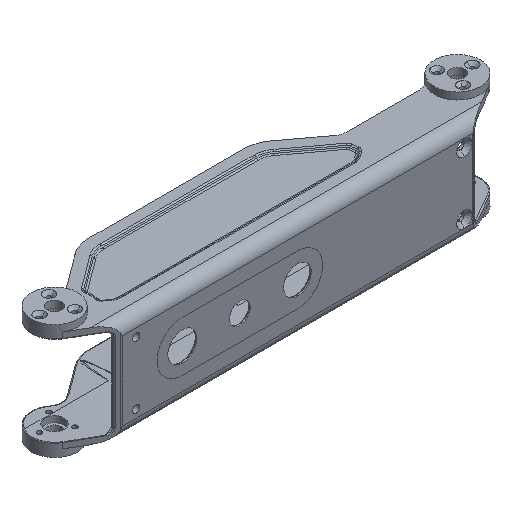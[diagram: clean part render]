
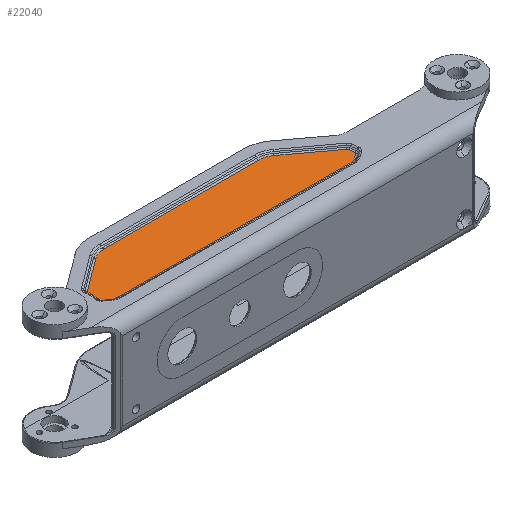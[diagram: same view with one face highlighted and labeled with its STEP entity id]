
A CAD part, isometric view. The second image highlights one B-rep face of the part: STEP entity #22040.
In plain terms, the highlighted planar face has unit normal (0, 0, 1).
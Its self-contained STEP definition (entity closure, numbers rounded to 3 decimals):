
#20937 = EDGE_CURVE('',#20938,#20940,#20942,.T.);
#20938 = VERTEX_POINT('',#20939);
#20939 = CARTESIAN_POINT('',(-71.188,1.857,
    21.));
#20940 = VERTEX_POINT('',#20941);
#20941 = CARTESIAN_POINT('',(-71.184,1.793,
    21.));
#20942 = B_SPLINE_CURVE_WITH_KNOTS('',3,(#20943,#20944,#20945,#20946),
  .UNSPECIFIED.,.F.,.F.,(4,4),(0.,1.),.PIECEWISE_BEZIER_KNOTS.);
#20943 = CARTESIAN_POINT('',(-71.188,1.857,
    21.));
#20944 = CARTESIAN_POINT('',(-71.188,1.836,21.));
#20945 = CARTESIAN_POINT('',(-71.186,1.815,21.));
#20946 = CARTESIAN_POINT('',(-71.184,1.793,
    21.));
#20957 = VERTEX_POINT('',#20958);
#20958 = CARTESIAN_POINT('',(-70.95,2.328,
    21.));
#20965 = EDGE_CURVE('',#20957,#20938,#20966,.T.);
#20966 = B_SPLINE_CURVE_WITH_KNOTS('',3,(#20967,#20968,#20969,#20970,
    #20971,#20972),.UNSPECIFIED.,.F.,.F.,(4,2,4),(0.,0.5,1.),
  .UNSPECIFIED.);
#20967 = CARTESIAN_POINT('',(-70.95,2.328,
    21.));
#20968 = CARTESIAN_POINT('',(-71.024,2.273,21.));
#20969 = CARTESIAN_POINT('',(-71.083,2.203,21.));
#20970 = CARTESIAN_POINT('',(-71.167,2.039,21.));
#20971 = CARTESIAN_POINT('',(-71.188,1.951,21.));
#20972 = CARTESIAN_POINT('',(-71.188,1.857,
    21.));
#20996 = VERTEX_POINT('',#20997);
#20997 = CARTESIAN_POINT('',(-56.661,12.902,21.));
#21004 = EDGE_CURVE('',#20996,#20957,#21005,.T.);
#21005 = LINE('',#21006,#21007);
#21006 = CARTESIAN_POINT('',(-63.805,7.615,21.));
#21007 = VECTOR('',#21008,1.);
#21008 = DIRECTION('',(-0.804,-0.595,0.));
#21021 = VERTEX_POINT('',#21022);
#21022 = CARTESIAN_POINT('',(-51.554,14.586,21.));
#21029 = EDGE_CURVE('',#21021,#20996,#21030,.T.);
#21030 = B_SPLINE_CURVE_WITH_KNOTS('',3,(#21031,#21032,#21033,#21034,
    #21035,#21036),.UNSPECIFIED.,.F.,.F.,(4,2,4),(0.,0.5,1.),
  .UNSPECIFIED.);
#21031 = CARTESIAN_POINT('',(-51.554,14.586,21.));
#21032 = CARTESIAN_POINT('',(-52.473,14.586,21.));
#21033 = CARTESIAN_POINT('',(-53.37,14.442,21.));
#21034 = CARTESIAN_POINT('',(-55.115,13.866,21.));
#21035 = CARTESIAN_POINT('',(-55.922,13.449,21.));
#21036 = CARTESIAN_POINT('',(-56.661,12.902,21.));
#21061 = VERTEX_POINT('',#21062);
#21062 = CARTESIAN_POINT('',(15.554,14.586,21.));
#21069 = EDGE_CURVE('',#21061,#21021,#21070,.T.);
#21070 = LINE('',#21071,#21072);
#21071 = CARTESIAN_POINT('',(-18.,14.586,21.));
#21072 = VECTOR('',#21073,1.);
#21073 = DIRECTION('',(-1.,0.,0.));
#21086 = VERTEX_POINT('',#21087);
#21087 = CARTESIAN_POINT('',(20.661,12.902,21.));
#21094 = EDGE_CURVE('',#21086,#21061,#21095,.T.);
#21095 = B_SPLINE_CURVE_WITH_KNOTS('',3,(#21096,#21097,#21098,#21099,
    #21100,#21101),.UNSPECIFIED.,.F.,.F.,(4,2,4),(0.,0.5,1.),
  .UNSPECIFIED.);
#21096 = CARTESIAN_POINT('',(20.661,12.902,21.));
#21097 = CARTESIAN_POINT('',(19.922,13.448,21.));
#21098 = CARTESIAN_POINT('',(19.115,13.866,21.));
#21099 = CARTESIAN_POINT('',(17.37,14.442,21.));
#21100 = CARTESIAN_POINT('',(16.473,14.586,21.));
#21101 = CARTESIAN_POINT('',(15.554,14.586,21.));
#21126 = VERTEX_POINT('',#21127);
#21127 = CARTESIAN_POINT('',(38.881,-0.581,21.));
#21134 = EDGE_CURVE('',#21126,#21086,#21135,.T.);
#21135 = LINE('',#21136,#21137);
#21136 = CARTESIAN_POINT('',(29.771,6.161,21.));
#21137 = VECTOR('',#21138,1.);
#21138 = DIRECTION('',(-0.804,0.595,0.));
#21151 = VERTEX_POINT('',#21152);
#21152 = CARTESIAN_POINT('',(39.117,-1.015,21.));
#21159 = EDGE_CURVE('',#21151,#21126,#21160,.T.);
#21160 = B_SPLINE_CURVE_WITH_KNOTS('',3,(#21161,#21162,#21163,#21164,
    #21165,#21166),.UNSPECIFIED.,.F.,.F.,(4,2,4),(0.,0.5,1.),
  .UNSPECIFIED.);
#21161 = CARTESIAN_POINT('',(39.117,-1.015,21.));
#21162 = CARTESIAN_POINT('',(39.112,-0.929,21.));
#21163 = CARTESIAN_POINT('',(39.088,-0.847,21.));
#21164 = CARTESIAN_POINT('',(39.006,-0.696,21.));
#21165 = CARTESIAN_POINT('',(38.951,-0.632,21.));
#21166 = CARTESIAN_POINT('',(38.881,-0.581,21.));
#21191 = VERTEX_POINT('',#21192);
#21192 = CARTESIAN_POINT('',(39.462,-3.493,
    21.));
#21199 = EDGE_CURVE('',#21191,#21151,#21200,.T.);
#21200 = B_SPLINE_CURVE_WITH_KNOTS('',3,(#21201,#21202,#21203,#21204),
  .UNSPECIFIED.,.F.,.F.,(4,4),(0.,1.),.PIECEWISE_BEZIER_KNOTS.);
#21201 = CARTESIAN_POINT('',(39.462,-3.493,
    21.));
#21202 = CARTESIAN_POINT('',(39.284,-2.676,21.));
#21203 = CARTESIAN_POINT('',(39.169,-1.85,21.));
#21204 = CARTESIAN_POINT('',(39.117,-1.015,21.));
#21227 = EDGE_CURVE('',#21228,#21191,#21230,.T.);
#21228 = VERTEX_POINT('',#21229);
#21229 = CARTESIAN_POINT('',(39.238,-4.089,
    21.));
#21230 = B_SPLINE_CURVE_WITH_KNOTS('',3,(#21231,#21232,#21233,#21234,
    #21235,#21236),.UNSPECIFIED.,.F.,.F.,(4,2,4),(0.,0.5,1.),
  .UNSPECIFIED.);
#21231 = CARTESIAN_POINT('',(39.238,-4.089,
    21.));
#21232 = CARTESIAN_POINT('',(39.33,-4.021,21.));
#21233 = CARTESIAN_POINT('',(39.397,-3.931,21.));
#21234 = CARTESIAN_POINT('',(39.478,-3.717,21.));
#21235 = CARTESIAN_POINT('',(39.486,-3.607,21.));
#21236 = CARTESIAN_POINT('',(39.462,-3.493,
    21.));
#21268 = EDGE_CURVE('',#21269,#21228,#21271,.T.);
#21269 = VERTEX_POINT('',#21270);
#21270 = CARTESIAN_POINT('',(36.814,-5.882,21.));
#21271 = LINE('',#21272,#21273);
#21272 = CARTESIAN_POINT('',(38.026,-4.986,21.));
#21273 = VECTOR('',#21274,1.);
#21274 = DIRECTION('',(0.804,0.595,0.));
#21293 = EDGE_CURVE('',#21294,#21269,#21296,.T.);
#21294 = VERTEX_POINT('',#21295);
#21295 = CARTESIAN_POINT('',(34.681,-6.586,21.));
#21296 = B_SPLINE_CURVE_WITH_KNOTS('',3,(#21297,#21298,#21299,#21300,
    #21301,#21302),.UNSPECIFIED.,.F.,.F.,(4,2,4),(0.,0.5,1.),
  .UNSPECIFIED.);
#21297 = CARTESIAN_POINT('',(34.681,-6.586,21.));
#21298 = CARTESIAN_POINT('',(35.065,-6.586,21.));
#21299 = CARTESIAN_POINT('',(35.439,-6.526,21.));
#21300 = CARTESIAN_POINT('',(36.168,-6.285,21.));
#21301 = CARTESIAN_POINT('',(36.505,-6.111,21.));
#21302 = CARTESIAN_POINT('',(36.814,-5.882,21.));
#21333 = EDGE_CURVE('',#21334,#21294,#21336,.T.);
#21334 = VERTEX_POINT('',#21335);
#21335 = CARTESIAN_POINT('',(-66.681,-6.586,21.));
#21336 = LINE('',#21337,#21338);
#21337 = CARTESIAN_POINT('',(-16.,-6.586,21.));
#21338 = VECTOR('',#21339,1.);
#21339 = DIRECTION('',(1.,0.,0.));
#21358 = EDGE_CURVE('',#21359,#21334,#21361,.T.);
#21359 = VERTEX_POINT('',#21360);
#21360 = CARTESIAN_POINT('',(-68.814,-5.882,21.));
#21361 = B_SPLINE_CURVE_WITH_KNOTS('',3,(#21362,#21363,#21364,#21365,
    #21366,#21367),.UNSPECIFIED.,.F.,.F.,(4,2,4),(0.,0.5,1.),
  .UNSPECIFIED.);
#21362 = CARTESIAN_POINT('',(-68.814,-5.882,21.));
#21363 = CARTESIAN_POINT('',(-68.505,-6.111,21.));
#21364 = CARTESIAN_POINT('',(-68.168,-6.285,21.));
#21365 = CARTESIAN_POINT('',(-67.439,-6.526,21.));
#21366 = CARTESIAN_POINT('',(-67.065,-6.586,21.));
#21367 = CARTESIAN_POINT('',(-66.681,-6.586,21.));
#21398 = EDGE_CURVE('',#21399,#21359,#21401,.T.);
#21399 = VERTEX_POINT('',#21400);
#21400 = CARTESIAN_POINT('',(-71.238,-4.089,
    21.));
#21401 = LINE('',#21402,#21403);
#21402 = CARTESIAN_POINT('',(-70.026,-4.986,21.));
#21403 = VECTOR('',#21404,1.);
#21404 = DIRECTION('',(0.804,-0.595,0.));
#21423 = EDGE_CURVE('',#21424,#21399,#21426,.T.);
#21424 = VERTEX_POINT('',#21425);
#21425 = CARTESIAN_POINT('',(-71.475,-3.618,
    21.));
#21426 = B_SPLINE_CURVE_WITH_KNOTS('',3,(#21427,#21428,#21429,#21430,
    #21431,#21432),.UNSPECIFIED.,.F.,.F.,(4,2,4),(0.,0.5,1.),
  .UNSPECIFIED.);
#21427 = CARTESIAN_POINT('',(-71.475,-3.618,
    21.));
#21428 = CARTESIAN_POINT('',(-71.475,-3.71,21.));
#21429 = CARTESIAN_POINT('',(-71.454,-3.799,21.));
#21430 = CARTESIAN_POINT('',(-71.371,-3.964,21.));
#21431 = CARTESIAN_POINT('',(-71.313,-4.033,21.));
#21432 = CARTESIAN_POINT('',(-71.238,-4.089,
    21.));
#21437 = VERTEX_POINT('',#21438);
#21438 = CARTESIAN_POINT('',(-71.462,-3.493,21.));
#21445 = EDGE_CURVE('',#21437,#21424,#21446,.T.);
#21446 = B_SPLINE_CURVE_WITH_KNOTS('',3,(#21447,#21448,#21449,#21450),
  .UNSPECIFIED.,.F.,.F.,(4,4),(0.,1.),.PIECEWISE_BEZIER_KNOTS.);
#21447 = CARTESIAN_POINT('',(-71.462,-3.493,21.));
#21448 = CARTESIAN_POINT('',(-71.471,-3.534,21.));
#21449 = CARTESIAN_POINT('',(-71.475,-3.576,21.));
#21450 = CARTESIAN_POINT('',(-71.475,-3.618,
    21.));
#21475 = VERTEX_POINT('',#21476);
#21476 = CARTESIAN_POINT('',(-71.086,0.,21.));
#21483 = EDGE_CURVE('',#21475,#21437,#21484,.T.);
#21484 = B_SPLINE_CURVE_WITH_KNOTS('',3,(#21485,#21486,#21487,#21488),
  .UNSPECIFIED.,.F.,.F.,(4,4),(0.,1.),.PIECEWISE_BEZIER_KNOTS.);
#21485 = CARTESIAN_POINT('',(-71.086,0.,21.));
#21486 = CARTESIAN_POINT('',(-71.086,-1.178,21.));
#21487 = CARTESIAN_POINT('',(-71.211,-2.342,21.));
#21488 = CARTESIAN_POINT('',(-71.462,-3.493,21.));
#21512 = EDGE_CURVE('',#20940,#21475,#21513,.T.);
#21513 = B_SPLINE_CURVE_WITH_KNOTS('',3,(#21514,#21515,#21516,#21517),
  .UNSPECIFIED.,.F.,.F.,(4,4),(0.,1.),.PIECEWISE_BEZIER_KNOTS.);
#21514 = CARTESIAN_POINT('',(-71.184,1.793,
    21.));
#21515 = CARTESIAN_POINT('',(-71.119,1.197,21.));
#21516 = CARTESIAN_POINT('',(-71.086,0.6,21.));
#21517 = CARTESIAN_POINT('',(-71.086,0.,21.));
#22040 = ADVANCED_FACE('',(#22041),#22062,.T.);
#22041 = FACE_BOUND('',#22042,.T.);
#22042 = EDGE_LOOP('',(#22043,#22044,#22045,#22046,#22047,#22048,#22049,
    #22050,#22051,#22052,#22053,#22054,#22055,#22056,#22057,#22058,
    #22059,#22060,#22061));
#22043 = ORIENTED_EDGE('',*,*,#21029,.T.);
#22044 = ORIENTED_EDGE('',*,*,#21004,.T.);
#22045 = ORIENTED_EDGE('',*,*,#20965,.T.);
#22046 = ORIENTED_EDGE('',*,*,#20937,.T.);
#22047 = ORIENTED_EDGE('',*,*,#21512,.T.);
#22048 = ORIENTED_EDGE('',*,*,#21483,.T.);
#22049 = ORIENTED_EDGE('',*,*,#21445,.T.);
#22050 = ORIENTED_EDGE('',*,*,#21423,.T.);
#22051 = ORIENTED_EDGE('',*,*,#21398,.T.);
#22052 = ORIENTED_EDGE('',*,*,#21358,.T.);
#22053 = ORIENTED_EDGE('',*,*,#21333,.T.);
#22054 = ORIENTED_EDGE('',*,*,#21293,.T.);
#22055 = ORIENTED_EDGE('',*,*,#21268,.T.);
#22056 = ORIENTED_EDGE('',*,*,#21227,.T.);
#22057 = ORIENTED_EDGE('',*,*,#21199,.T.);
#22058 = ORIENTED_EDGE('',*,*,#21159,.T.);
#22059 = ORIENTED_EDGE('',*,*,#21134,.T.);
#22060 = ORIENTED_EDGE('',*,*,#21094,.T.);
#22061 = ORIENTED_EDGE('',*,*,#21069,.T.);
#22062 = PLANE('',#22063);
#22063 = AXIS2_PLACEMENT_3D('',#22064,#22065,#22066);
#22064 = CARTESIAN_POINT('',(0.,0.,21.));
#22065 = DIRECTION('',(0.,0.,1.));
#22066 = DIRECTION('',(1.,0.,0.));
